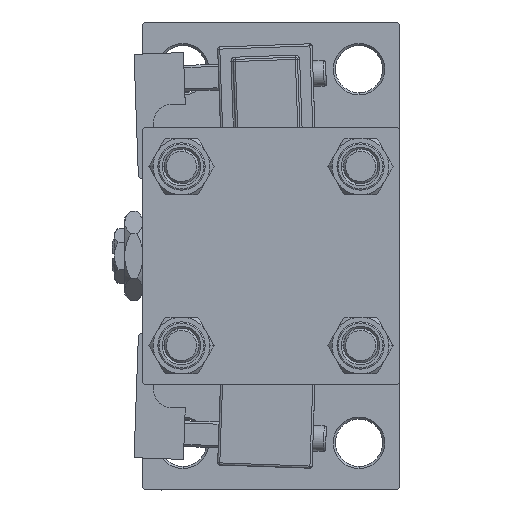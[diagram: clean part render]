
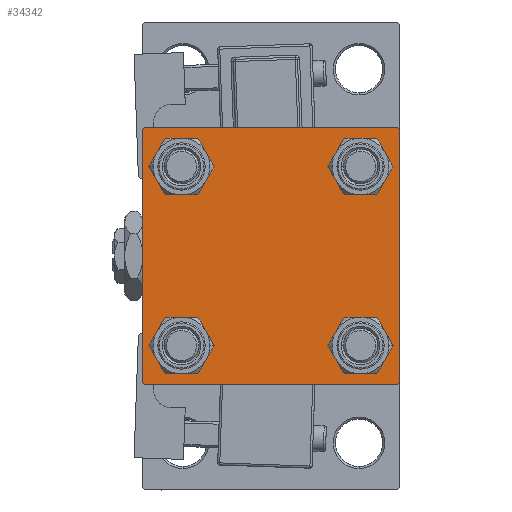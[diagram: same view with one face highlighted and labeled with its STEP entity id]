
A CAD part, left-side view. The second image highlights one B-rep face of the part: STEP entity #34342.
In plain terms, the highlighted planar face has unit normal (-1, 0, 0).
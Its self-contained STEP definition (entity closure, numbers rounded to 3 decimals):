
#284 = ORIENTED_EDGE ( 'NONE', *, *, #18191, .T. ) ;
#877 = EDGE_CURVE ( 'NONE', #19308, #18362, #28652, .T. ) ;
#888 = CARTESIAN_POINT ( 'NONE',  ( 0., -20.85, -16.35 ) ) ;
#1639 = VERTEX_POINT ( 'NONE', #3575 ) ;
#2558 = DIRECTION ( 'NONE',  ( 0., -0.707, 0.707 ) ) ;
#3575 = CARTESIAN_POINT ( 'NONE',  ( 0., -29.5, -30. ) ) ;
#3644 = EDGE_CURVE ( 'NONE', #1639, #35673, #19698, .T. ) ;
#4445 = LINE ( 'NONE', #13281, #12027 ) ;
#4585 = EDGE_CURVE ( 'NONE', #52275, #49813, #20870, .T. ) ;
#4595 = AXIS2_PLACEMENT_3D ( 'NONE', #10708, #15672, #18988 ) ;
#5288 = DIRECTION ( 'NONE',  ( 0., 0., 1. ) ) ;
#5466 = AXIS2_PLACEMENT_3D ( 'NONE', #31446, #35880, #43901 ) ;
#5561 = ORIENTED_EDGE ( 'NONE', *, *, #42454, .F. ) ;
#6329 = CARTESIAN_POINT ( 'NONE',  ( 0., 29.75, 29.75 ) ) ;
#7299 = EDGE_CURVE ( 'NONE', #40961, #7835, #4445, .T. ) ;
#7368 = CARTESIAN_POINT ( 'NONE',  ( 0., -30., -29.5 ) ) ;
#7835 = VERTEX_POINT ( 'NONE', #20084 ) ;
#8032 = CARTESIAN_POINT ( 'NONE',  ( 0., 20.85, -25.35 ) ) ;
#8127 = CIRCLE ( 'NONE', #5466, 4.5 ) ;
#8893 = DIRECTION ( 'NONE',  ( 1., 0., 0. ) ) ;
#9221 = EDGE_LOOP ( 'NONE', ( #48261, #38815 ) ) ;
#9422 = AXIS2_PLACEMENT_3D ( 'NONE', #14675, #27378, #45066 ) ;
#9930 = FACE_BOUND ( 'NONE', #36467, .T. ) ;
#10708 = CARTESIAN_POINT ( 'NONE',  ( 0., -20.85, 20.85 ) ) ;
#10887 = DIRECTION ( 'NONE',  ( 0., 0., -1. ) ) ;
#11852 = DIRECTION ( 'NONE',  ( 0., -0.707, -0.707 ) ) ;
#12021 = EDGE_LOOP ( 'NONE', ( #45466, #42809 ) ) ;
#12027 = VECTOR ( 'NONE', #46711, 1000. ) ;
#12098 = VERTEX_POINT ( 'NONE', #47195 ) ;
#12528 = CARTESIAN_POINT ( 'NONE',  ( 0., 20.85, 20.85 ) ) ;
#12947 = CIRCLE ( 'NONE', #9422, 4.5 ) ;
#13049 = CARTESIAN_POINT ( 'NONE',  ( 0., 20.85, 20.85 ) ) ;
#13153 = CIRCLE ( 'NONE', #51091, 4.5 ) ;
#13281 = CARTESIAN_POINT ( 'NONE',  ( 0., 30., 30. ) ) ;
#13711 = EDGE_LOOP ( 'NONE', ( #46866, #23173, #19792, #15217, #5561, #26935, #14278, #54603 ) ) ;
#14278 = ORIENTED_EDGE ( 'NONE', *, *, #25484, .F. ) ;
#14551 = ORIENTED_EDGE ( 'NONE', *, *, #18616, .T. ) ;
#14675 = CARTESIAN_POINT ( 'NONE',  ( 0., -20.85, 20.85 ) ) ;
#15217 = ORIENTED_EDGE ( 'NONE', *, *, #3644, .T. ) ;
#15672 = DIRECTION ( 'NONE',  ( 1., 0., 0. ) ) ;
#15718 = VERTEX_POINT ( 'NONE', #24486 ) ;
#16516 = VERTEX_POINT ( 'NONE', #53656 ) ;
#16530 = CARTESIAN_POINT ( 'NONE',  ( 0., 20.85, -16.35 ) ) ;
#16630 = CARTESIAN_POINT ( 'NONE',  ( 0., 29.5, -30. ) ) ;
#18080 = CARTESIAN_POINT ( 'NONE',  ( 0., 30., -30. ) ) ;
#18191 = EDGE_CURVE ( 'NONE', #18362, #19308, #31926, .T. ) ;
#18362 = VERTEX_POINT ( 'NONE', #47003 ) ;
#18505 = CARTESIAN_POINT ( 'NONE',  ( 0., 20.85, 25.35 ) ) ;
#18616 = EDGE_CURVE ( 'NONE', #28549, #40904, #8127, .T. ) ;
#18971 = CARTESIAN_POINT ( 'NONE',  ( 0., 29.5, 30. ) ) ;
#18988 = DIRECTION ( 'NONE',  ( 0., 0., 1. ) ) ;
#19308 = VERTEX_POINT ( 'NONE', #888 ) ;
#19698 = LINE ( 'NONE', #36547, #42004 ) ;
#19792 = ORIENTED_EDGE ( 'NONE', *, *, #26528, .T. ) ;
#19903 = DIRECTION ( 'NONE',  ( 0., -1., 0. ) ) ;
#20084 = CARTESIAN_POINT ( 'NONE',  ( 0., 30., -29.5 ) ) ;
#20870 = CIRCLE ( 'NONE', #29686, 4.5 ) ;
#20978 = CARTESIAN_POINT ( 'NONE',  ( 0., 29.75, -29.75 ) ) ;
#21082 = CARTESIAN_POINT ( 'NONE',  ( 0., -20.85, -20.85 ) ) ;
#21874 = EDGE_CURVE ( 'NONE', #16516, #12098, #28417, .T. ) ;
#21973 = LINE ( 'NONE', #18080, #22419 ) ;
#22358 = CARTESIAN_POINT ( 'NONE',  ( 0., 30., 29.5 ) ) ;
#22371 = FACE_BOUND ( 'NONE', #9221, .T. ) ;
#22419 = VECTOR ( 'NONE', #38824, 1000. ) ;
#22576 = VECTOR ( 'NONE', #26754, 1000. ) ;
#23173 = ORIENTED_EDGE ( 'NONE', *, *, #50945, .T. ) ;
#23783 = EDGE_LOOP ( 'NONE', ( #14551, #32840 ) ) ;
#24486 = CARTESIAN_POINT ( 'NONE',  ( 0., -29.5, 30. ) ) ;
#25293 = AXIS2_PLACEMENT_3D ( 'NONE', #43376, #33995, #43109 ) ;
#25484 = EDGE_CURVE ( 'NONE', #34656, #15718, #37030, .T. ) ;
#25953 = FACE_BOUND ( 'NONE', #12021, .T. ) ;
#26006 = VECTOR ( 'NONE', #10887, 1000. ) ;
#26031 = DIRECTION ( 'NONE',  ( 0., 0., 1. ) ) ;
#26528 = EDGE_CURVE ( 'NONE', #28044, #1639, #21973, .T. ) ;
#26754 = DIRECTION ( 'NONE',  ( 0., 0.707, -0.707 ) ) ;
#26914 = CARTESIAN_POINT ( 'NONE',  ( 0., 20.85, 16.35 ) ) ;
#26935 = ORIENTED_EDGE ( 'NONE', *, *, #45796, .T. ) ;
#27378 = DIRECTION ( 'NONE',  ( 1., 0., 0. ) ) ;
#27606 = VERTEX_POINT ( 'NONE', #35496 ) ;
#28004 = CARTESIAN_POINT ( 'NONE',  ( 0., -30., 30. ) ) ;
#28044 = VERTEX_POINT ( 'NONE', #16630 ) ;
#28417 = CIRCLE ( 'NONE', #4595, 4.5 ) ;
#28549 = VERTEX_POINT ( 'NONE', #16530 ) ;
#28652 = CIRCLE ( 'NONE', #39237, 4.5 ) ;
#29307 = EDGE_CURVE ( 'NONE', #34656, #40961, #30650, .T. ) ;
#29372 = DIRECTION ( 'NONE',  ( 1., 0., 0. ) ) ;
#29686 = AXIS2_PLACEMENT_3D ( 'NONE', #13049, #8893, #53751 ) ;
#30377 = FACE_BOUND ( 'NONE', #23783, .T. ) ;
#30650 = LINE ( 'NONE', #6329, #22576 ) ;
#31047 = LINE ( 'NONE', #42953, #36732 ) ;
#31446 = CARTESIAN_POINT ( 'NONE',  ( 0., 20.85, -20.85 ) ) ;
#31926 = CIRCLE ( 'NONE', #54001, 4.5 ) ;
#32840 = ORIENTED_EDGE ( 'NONE', *, *, #38828, .T. ) ;
#33113 = DIRECTION ( 'NONE',  ( 0., 0., 1. ) ) ;
#33995 = DIRECTION ( 'NONE',  ( -1., 0., 0. ) ) ;
#34080 = DIRECTION ( 'NONE',  ( 1., 0., 0. ) ) ;
#34190 = VECTOR ( 'NONE', #11852, 1000. ) ;
#34342 = ADVANCED_FACE ( 'NONE', ( #25953, #9930, #30377, #22371, #34801 ), #46966, .T. ) ;
#34575 = DIRECTION ( 'NONE',  ( 1., 0., 0. ) ) ;
#34656 = VERTEX_POINT ( 'NONE', #18971 ) ;
#34801 = FACE_OUTER_BOUND ( 'NONE', #13711, .T. ) ;
#35496 = CARTESIAN_POINT ( 'NONE',  ( 0., -30., 29.5 ) ) ;
#35673 = VERTEX_POINT ( 'NONE', #7368 ) ;
#35880 = DIRECTION ( 'NONE',  ( 1., 0., 0. ) ) ;
#36467 = EDGE_LOOP ( 'NONE', ( #44184, #284 ) ) ;
#36547 = CARTESIAN_POINT ( 'NONE',  ( 0., -29.75, -29.75 ) ) ;
#36732 = VECTOR ( 'NONE', #43494, 1000. ) ;
#37030 = LINE ( 'NONE', #41168, #38311 ) ;
#37531 = DIRECTION ( 'NONE',  ( 1., 0., 0. ) ) ;
#37944 = DIRECTION ( 'NONE',  ( 0., 0., 1. ) ) ;
#38311 = VECTOR ( 'NONE', #19903, 1000. ) ;
#38815 = ORIENTED_EDGE ( 'NONE', *, *, #4585, .T. ) ;
#38824 = DIRECTION ( 'NONE',  ( 0., -1., 0. ) ) ;
#38828 = EDGE_CURVE ( 'NONE', #40904, #28549, #46670, .T. ) ;
#39191 = EDGE_CURVE ( 'NONE', #49813, #52275, #13153, .T. ) ;
#39237 = AXIS2_PLACEMENT_3D ( 'NONE', #50664, #34080, #26031 ) ;
#40904 = VERTEX_POINT ( 'NONE', #8032 ) ;
#40961 = VERTEX_POINT ( 'NONE', #22358 ) ;
#41168 = CARTESIAN_POINT ( 'NONE',  ( 0., 30., 30. ) ) ;
#42004 = VECTOR ( 'NONE', #2558, 1000. ) ;
#42258 = AXIS2_PLACEMENT_3D ( 'NONE', #49979, #37531, #33113 ) ;
#42454 = EDGE_CURVE ( 'NONE', #27606, #35673, #49019, .T. ) ;
#42809 = ORIENTED_EDGE ( 'NONE', *, *, #46652, .T. ) ;
#42953 = CARTESIAN_POINT ( 'NONE',  ( 0., -29.75, 29.75 ) ) ;
#43109 = DIRECTION ( 'NONE',  ( 0., 0., 1. ) ) ;
#43376 = CARTESIAN_POINT ( 'NONE',  ( 0., 0., 0. ) ) ;
#43494 = DIRECTION ( 'NONE',  ( 0., 0.707, 0.707 ) ) ;
#43901 = DIRECTION ( 'NONE',  ( 0., 0., 1. ) ) ;
#44184 = ORIENTED_EDGE ( 'NONE', *, *, #877, .T. ) ;
#45066 = DIRECTION ( 'NONE',  ( 0., 0., 1. ) ) ;
#45466 = ORIENTED_EDGE ( 'NONE', *, *, #21874, .T. ) ;
#45564 = LINE ( 'NONE', #20978, #34190 ) ;
#45796 = EDGE_CURVE ( 'NONE', #27606, #15718, #31047, .T. ) ;
#46652 = EDGE_CURVE ( 'NONE', #12098, #16516, #12947, .T. ) ;
#46670 = CIRCLE ( 'NONE', #42258, 4.5 ) ;
#46711 = DIRECTION ( 'NONE',  ( 0., 0., -1. ) ) ;
#46866 = ORIENTED_EDGE ( 'NONE', *, *, #7299, .T. ) ;
#46966 = PLANE ( 'NONE',  #25293 ) ;
#47003 = CARTESIAN_POINT ( 'NONE',  ( 0., -20.85, -25.35 ) ) ;
#47195 = CARTESIAN_POINT ( 'NONE',  ( 0., -20.85, 16.35 ) ) ;
#48261 = ORIENTED_EDGE ( 'NONE', *, *, #39191, .T. ) ;
#49019 = LINE ( 'NONE', #28004, #26006 ) ;
#49813 = VERTEX_POINT ( 'NONE', #18505 ) ;
#49979 = CARTESIAN_POINT ( 'NONE',  ( 0., 20.85, -20.85 ) ) ;
#50664 = CARTESIAN_POINT ( 'NONE',  ( 0., -20.85, -20.85 ) ) ;
#50945 = EDGE_CURVE ( 'NONE', #7835, #28044, #45564, .T. ) ;
#51091 = AXIS2_PLACEMENT_3D ( 'NONE', #12528, #29372, #37944 ) ;
#52275 = VERTEX_POINT ( 'NONE', #26914 ) ;
#53656 = CARTESIAN_POINT ( 'NONE',  ( 0., -20.85, 25.35 ) ) ;
#53751 = DIRECTION ( 'NONE',  ( 0., 0., 1. ) ) ;
#54001 = AXIS2_PLACEMENT_3D ( 'NONE', #21082, #34575, #5288 ) ;
#54603 = ORIENTED_EDGE ( 'NONE', *, *, #29307, .T. ) ;
